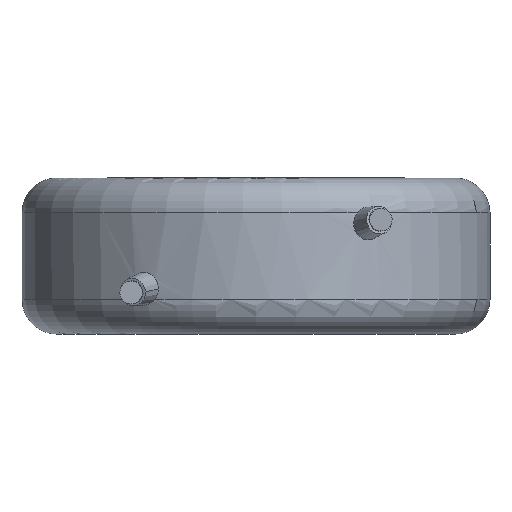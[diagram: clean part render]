
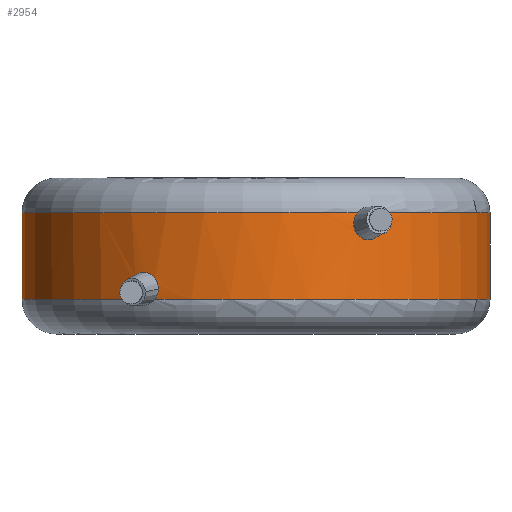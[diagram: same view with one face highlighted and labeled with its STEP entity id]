
A CAD part, front view. The second image highlights one B-rep face of the part: STEP entity #2954.
In plain terms, the highlighted cylindrical face has radius 6.75 mm (diameter 13.5 mm), a partial arc.
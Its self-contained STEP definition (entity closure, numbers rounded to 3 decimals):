
#6 = ORIENTED_EDGE ( 'NONE', *, *, #1076, .T. ) ;
#9 = CARTESIAN_POINT ( 'NONE',  ( -3.542, -5.746, 1. ) ) ;
#34 = EDGE_CURVE ( 'NONE', #3197, #1415, #3642, .T. ) ;
#56 = CARTESIAN_POINT ( 'NONE',  ( 3.542, -5.746, 3.5 ) ) ;
#59 = CARTESIAN_POINT ( 'NONE',  ( 0., 0., 4.5 ) ) ;
#143 = ORIENTED_EDGE ( 'NONE', *, *, #604, .T. ) ;
#154 = CARTESIAN_POINT ( 'NONE',  ( -2.815, -6.135, 1.304 ) ) ;
#157 = EDGE_CURVE ( 'NONE', #2005, #3046, #2907, .T. ) ;
#201 = EDGE_CURVE ( 'NONE', #3243, #825, #1049, .T. ) ;
#209 = CARTESIAN_POINT ( 'NONE',  ( 3.643, -5.683, 3.316 ) ) ;
#278 = CARTESIAN_POINT ( 'NONE',  ( 3.59, -5.716, 3.423 ) ) ;
#293 = CARTESIAN_POINT ( 'NONE',  ( 2.869, -6.11, 2.961 ) ) ;
#339 = CARTESIAN_POINT ( 'NONE',  ( 2.919, -6.086, 3.5 ) ) ;
#343 = CARTESIAN_POINT ( 'NONE',  ( -3.604, -5.708, 1.562 ) ) ;
#493 = DIRECTION ( 'NONE',  ( 1., 0., 0. ) ) ;
#537 = CARTESIAN_POINT ( 'NONE',  ( -3.645, -5.681, 1.313 ) ) ;
#554 = ORIENTED_EDGE ( 'NONE', *, *, #1724, .T. ) ;
#588 = AXIS2_PLACEMENT_3D ( 'NONE', #2793, #2844, #2813 ) ;
#604 = EDGE_CURVE ( 'NONE', #2343, #1623, #762, .T. ) ;
#615 = VECTOR ( 'NONE', #3608, 1000. ) ;
#626 = CARTESIAN_POINT ( 'NONE',  ( 2.869, -6.11, 2.961 ) ) ;
#630 = DIRECTION ( 'NONE',  ( 1., 0., 0. ) ) ;
#642 = CARTESIAN_POINT ( 'NONE',  ( -3.452, -5.801, 1.737 ) ) ;
#677 = CARTESIAN_POINT ( 'NONE',  ( -2.815, -6.135, 1.304 ) ) ;
#699 = CARTESIAN_POINT ( 'NONE',  ( -2.853, -6.118, 1.084 ) ) ;
#711 = LINE ( 'NONE', #1131, #2172 ) ;
#724 = CARTESIAN_POINT ( 'NONE',  ( 6.75, 0., 4.5 ) ) ;
#725 = EDGE_CURVE ( 'NONE', #1415, #2957, #1943, .T. ) ;
#762 = CIRCLE ( 'NONE', #588, 6.75 ) ;
#790 = ORIENTED_EDGE ( 'NONE', *, *, #2482, .F. ) ;
#803 = CARTESIAN_POINT ( 'NONE',  ( 3.347, -5.863, 2.714 ) ) ;
#804 = B_SPLINE_CURVE_WITH_KNOTS ( 'NONE', 3,
 ( #2902, #1144, #3169, #1728, #3195, #1470, #642, #343, #905, #1766 ),
 .UNSPECIFIED., .F., .F.,
 ( 4, 2, 2, 2, 4 ),
 ( 0., 0.001, 0.001, 0.001, 0.002 ),
 .UNSPECIFIED. ) ;
#825 = VERTEX_POINT ( 'NONE', #56 ) ;
#845 = CARTESIAN_POINT ( 'NONE',  ( 2.809, -6.138, 3.144 ) ) ;
#852 = EDGE_CURVE ( 'NONE', #2756, #3046, #2004, .T. ) ;
#905 = CARTESIAN_POINT ( 'NONE',  ( -3.646, -5.68, 1.437 ) ) ;
#976 = EDGE_LOOP ( 'NONE', ( #790, #2057, #554, #3571, #1533, #6, #1073, #2511, #2473, #2883, #2243, #143 ) ) ;
#995 = DIRECTION ( 'NONE',  ( 0., 0., -1. ) ) ;
#1049 = CIRCLE ( 'NONE', #2812, 6.75 ) ;
#1060 = CARTESIAN_POINT ( 'NONE',  ( 6.75, 0., 3.5 ) ) ;
#1073 = ORIENTED_EDGE ( 'NONE', *, *, #1703, .T. ) ;
#1076 = EDGE_CURVE ( 'NONE', #2957, #2866, #2988, .T. ) ;
#1086 = DIRECTION ( 'NONE',  ( 0., 0., -1. ) ) ;
#1123 = CARTESIAN_POINT ( 'NONE',  ( 3.605, -5.707, 2.941 ) ) ;
#1131 = CARTESIAN_POINT ( 'NONE',  ( -6.75, 0., 4.5 ) ) ;
#1136 = CARTESIAN_POINT ( 'NONE',  ( 3.59, -5.716, 3.423 ) ) ;
#1144 = CARTESIAN_POINT ( 'NONE',  ( -2.814, -6.135, 1.429 ) ) ;
#1174 = CARTESIAN_POINT ( 'NONE',  ( 0., 0., 1. ) ) ;
#1191 = CARTESIAN_POINT ( 'NONE',  ( 2.862, -6.114, 3.427 ) ) ;
#1236 = CARTESIAN_POINT ( 'NONE',  ( -3.645, -5.681, 1.313 ) ) ;
#1273 = CARTESIAN_POINT ( 'NONE',  ( -2.919, -6.086, 1. ) ) ;
#1288 = DIRECTION ( 'NONE',  ( -1., 0., 0. ) ) ;
#1290 = DIRECTION ( 'NONE',  ( 1., 0., 0. ) ) ;
#1388 = DIRECTION ( 'NONE',  ( 0., 0., -1. ) ) ;
#1415 = VERTEX_POINT ( 'NONE', #626 ) ;
#1421 = CARTESIAN_POINT ( 'NONE',  ( 3.535, -5.752, 2.835 ) ) ;
#1470 = CARTESIAN_POINT ( 'NONE',  ( -3.345, -5.864, 1.787 ) ) ;
#1505 = CARTESIAN_POINT ( 'NONE',  ( 2.826, -6.13, 3.334 ) ) ;
#1533 = ORIENTED_EDGE ( 'NONE', *, *, #725, .T. ) ;
#1544 = EDGE_CURVE ( 'NONE', #2343, #2515, #3125, .T. ) ;
#1545 = AXIS2_PLACEMENT_3D ( 'NONE', #59, #2981, #1288 ) ;
#1623 = VERTEX_POINT ( 'NONE', #1711 ) ;
#1703 = EDGE_CURVE ( 'NONE', #2866, #2005, #711, .T. ) ;
#1705 = CARTESIAN_POINT ( 'NONE',  ( 0., 0., 3.5 ) ) ;
#1711 = CARTESIAN_POINT ( 'NONE',  ( 6.75, 0., 1. ) ) ;
#1724 = EDGE_CURVE ( 'NONE', #825, #3197, #2131, .T. ) ;
#1728 = CARTESIAN_POINT ( 'NONE',  ( -3.016, -6.039, 1.73 ) ) ;
#1766 = CARTESIAN_POINT ( 'NONE',  ( -3.645, -5.681, 1.313 ) ) ;
#1777 = CARTESIAN_POINT ( 'NONE',  ( -3.644, -5.682, 1.2 ) ) ;
#1943 = B_SPLINE_CURVE_WITH_KNOTS ( 'NONE', 3,
 ( #293, #2586, #845, #1505, #1191, #339 ),
 .UNSPECIFIED., .F., .F.,
 ( 4, 2, 4 ),
 ( 0.002, 0.002, 0.002 ),
 .UNSPECIFIED. ) ;
#1956 = CARTESIAN_POINT ( 'NONE',  ( 3.542, -5.746, 3.5 ) ) ;
#2004 = B_SPLINE_CURVE_WITH_KNOTS ( 'NONE', 3,
 ( #1236, #1777, #2111, #9 ),
 .UNSPECIFIED., .F., .F.,
 ( 4, 4 ),
 ( 0.002, 0.002 ),
 .UNSPECIFIED. ) ;
#2005 = VERTEX_POINT ( 'NONE', #2875 ) ;
#2014 = CARTESIAN_POINT ( 'NONE',  ( 3.23, -5.928, 2.699 ) ) ;
#2057 = ORIENTED_EDGE ( 'NONE', *, *, #201, .T. ) ;
#2111 = CARTESIAN_POINT ( 'NONE',  ( -3.607, -5.706, 1.086 ) ) ;
#2131 = B_SPLINE_CURVE_WITH_KNOTS ( 'NONE', 3,
 ( #1956, #2830, #3762, #278 ),
 .UNSPECIFIED., .F., .F.,
 ( 4, 4 ),
 ( 0., 0. ),
 .UNSPECIFIED. ) ;
#2172 = VECTOR ( 'NONE', #1388, 1000. ) ;
#2218 = CARTESIAN_POINT ( 'NONE',  ( 3.59, -5.716, 3.423 ) ) ;
#2243 = ORIENTED_EDGE ( 'NONE', *, *, #1544, .F. ) ;
#2316 = CARTESIAN_POINT ( 'NONE',  ( -3.542, -5.746, 1. ) ) ;
#2343 = VERTEX_POINT ( 'NONE', #2864 ) ;
#2375 = DIRECTION ( 'NONE',  ( 0., 0., 1. ) ) ;
#2473 = ORIENTED_EDGE ( 'NONE', *, *, #852, .F. ) ;
#2482 = EDGE_CURVE ( 'NONE', #3243, #1623, #3393, .T. ) ;
#2511 = ORIENTED_EDGE ( 'NONE', *, *, #157, .T. ) ;
#2515 = VERTEX_POINT ( 'NONE', #154 ) ;
#2529 = AXIS2_PLACEMENT_3D ( 'NONE', #1705, #1086, #493 ) ;
#2559 = CARTESIAN_POINT ( 'NONE',  ( 2.869, -6.11, 2.961 ) ) ;
#2586 = CARTESIAN_POINT ( 'NONE',  ( 2.826, -6.13, 3.046 ) ) ;
#2756 = VERTEX_POINT ( 'NONE', #537 ) ;
#2790 = EDGE_CURVE ( 'NONE', #2515, #2756, #804, .T. ) ;
#2793 = CARTESIAN_POINT ( 'NONE',  ( 0., 0., 1. ) ) ;
#2812 = AXIS2_PLACEMENT_3D ( 'NONE', #3594, #995, #1290 ) ;
#2813 = DIRECTION ( 'NONE',  ( 1., 0., 0. ) ) ;
#2830 = CARTESIAN_POINT ( 'NONE',  ( 3.56, -5.735, 3.476 ) ) ;
#2835 = CARTESIAN_POINT ( 'NONE',  ( 3.018, -6.039, 2.768 ) ) ;
#2844 = DIRECTION ( 'NONE',  ( 0., 0., 1. ) ) ;
#2864 = CARTESIAN_POINT ( 'NONE',  ( -2.919, -6.086, 1. ) ) ;
#2866 = VERTEX_POINT ( 'NONE', #3505 ) ;
#2875 = CARTESIAN_POINT ( 'NONE',  ( -6.75, 0., 1. ) ) ;
#2883 = ORIENTED_EDGE ( 'NONE', *, *, #2790, .F. ) ;
#2902 = CARTESIAN_POINT ( 'NONE',  ( -2.815, -6.135, 1.304 ) ) ;
#2907 = CIRCLE ( 'NONE', #3610, 6.75 ) ;
#2954 = ADVANCED_FACE ( 'NONE', ( #3206 ), #2974, .T. ) ;
#2957 = VERTEX_POINT ( 'NONE', #3014 ) ;
#2974 = CYLINDRICAL_SURFACE ( 'NONE', #1545, 6.75 ) ;
#2981 = DIRECTION ( 'NONE',  ( 0., 0., -1. ) ) ;
#2988 = CIRCLE ( 'NONE', #2529, 6.75 ) ;
#3014 = CARTESIAN_POINT ( 'NONE',  ( 2.919, -6.086, 3.5 ) ) ;
#3046 = VERTEX_POINT ( 'NONE', #2316 ) ;
#3125 = B_SPLINE_CURVE_WITH_KNOTS ( 'NONE', 3,
 ( #1273, #699, #3310, #677 ),
 .UNSPECIFIED., .F., .F.,
 ( 4, 4 ),
 ( 0., 0. ),
 .UNSPECIFIED. ) ;
#3169 = CARTESIAN_POINT ( 'NONE',  ( -2.86, -6.115, 1.553 ) ) ;
#3195 = CARTESIAN_POINT ( 'NONE',  ( -3.126, -5.984, 1.783 ) ) ;
#3197 = VERTEX_POINT ( 'NONE', #2218 ) ;
#3206 = FACE_OUTER_BOUND ( 'NONE', #976, .T. ) ;
#3243 = VERTEX_POINT ( 'NONE', #1060 ) ;
#3310 = CARTESIAN_POINT ( 'NONE',  ( -2.816, -6.134, 1.193 ) ) ;
#3393 = LINE ( 'NONE', #724, #615 ) ;
#3439 = CARTESIAN_POINT ( 'NONE',  ( 2.924, -6.084, 2.851 ) ) ;
#3461 = CARTESIAN_POINT ( 'NONE',  ( 3.659, -5.672, 3.183 ) ) ;
#3505 = CARTESIAN_POINT ( 'NONE',  ( -6.75, 0., 3.5 ) ) ;
#3571 = ORIENTED_EDGE ( 'NONE', *, *, #34, .T. ) ;
#3594 = CARTESIAN_POINT ( 'NONE',  ( 0., 0., 3.5 ) ) ;
#3608 = DIRECTION ( 'NONE',  ( 0., 0., -1. ) ) ;
#3610 = AXIS2_PLACEMENT_3D ( 'NONE', #1174, #2375, #630 ) ;
#3642 = B_SPLINE_CURVE_WITH_KNOTS ( 'NONE', 3,
 ( #1136, #209, #3461, #1123, #1421, #803, #2014, #2835, #3439, #2559 ),
 .UNSPECIFIED., .F., .F.,
 ( 4, 2, 2, 2, 4 ),
 ( 0., 0., 0.001, 0.001, 0.002 ),
 .UNSPECIFIED. ) ;
#3762 = CARTESIAN_POINT ( 'NONE',  ( 3.576, -5.725, 3.45 ) ) ;
